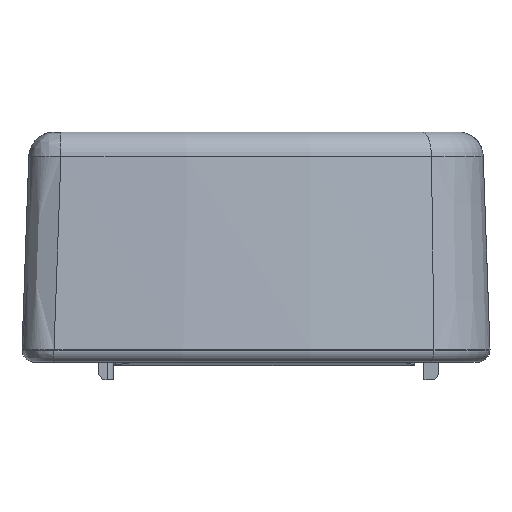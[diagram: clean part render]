
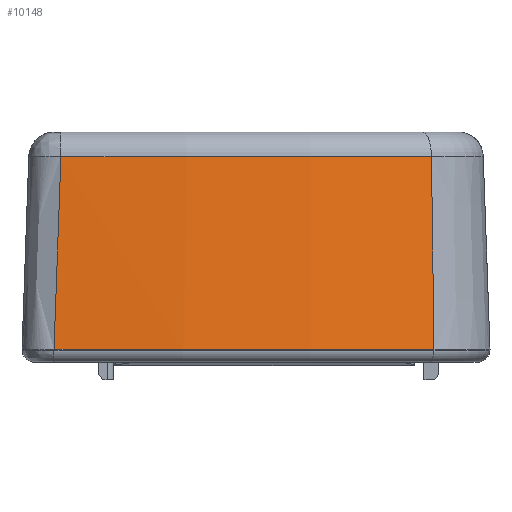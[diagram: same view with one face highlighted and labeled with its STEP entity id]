
A CAD part, left-side view. The second image highlights one B-rep face of the part: STEP entity #10148.
In plain terms, the highlighted conical face has half-angle 2 degrees and reference radius 81.958 mm.
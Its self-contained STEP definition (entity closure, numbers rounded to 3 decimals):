
#9400=CARTESIAN_POINT('',(-33.159,-12.995,-0.7));
#9401=VERTEX_POINT('',#9400);
#9764=CARTESIAN_POINT('',(-32.667,-12.798,14.47));
#9765=VERTEX_POINT('',#9764);
#9790=CARTESIAN_POINT('',(-38.463,16.339,14.47));
#9791=VERTEX_POINT('',#9790);
#9799=CARTESIAN_POINT('',(43.0,17.4,14.47));
#9800=DIRECTION('',(0.0,0.0,1.));
#9801=DIRECTION('',(-0.981,-0.196,0.0));
#9802=AXIS2_PLACEMENT_3D('',#9799,#9800,#9801);
#9803=CIRCLE('',#9802,81.47);
#9804=EDGE_CURVE('',#9791,#9765,#9803,.T.);
#10107=CARTESIAN_POINT('',(-38.998,16.886,-0.7));
#10108=VERTEX_POINT('',#10107);
#10116=CARTESIAN_POINT('',(-38.998,16.886,-0.7));
#10117=CARTESIAN_POINT('',(-38.821,16.704,4.357));
#10118=CARTESIAN_POINT('',(-38.642,16.521,9.413));
#10119=CARTESIAN_POINT('',(-38.463,16.339,14.47));
#10120=B_SPLINE_CURVE_WITH_KNOTS('',3,(#10116,#10117,#10118,#10119),.UNSPECIFIED.,.F.,.U.,(4,4),(-1.962,-0.444),.UNSPECIFIED.);
#10121=EDGE_CURVE('',#10108,#9791,#10120,.T.);
#10126=CARTESIAN_POINT('',(43.0,17.4,0.5));
#10127=DIRECTION('',(0.0,0.0,-1.0));
#10128=DIRECTION('',(-1.0,0.0,0.0));
#10129=AXIS2_PLACEMENT_3D('',#10126,#10127,#10128);
#10130=CONICAL_SURFACE('',#10129,81.958,2.);
#10131=ORIENTED_EDGE('',*,*,#9804,.F.);
#10132=ORIENTED_EDGE('',*,*,#10121,.F.);
#10133=CARTESIAN_POINT('',(43.0,17.4,-0.7));
#10134=DIRECTION('',(0.0,0.0,1.0));
#10135=DIRECTION('',(-1.0,0.0,0.0));
#10136=AXIS2_PLACEMENT_3D('',#10133,#10134,#10135);
#10137=CIRCLE('',#10136,82.0);
#10138=EDGE_CURVE('',#10108,#9401,#10137,.T.);
#10139=ORIENTED_EDGE('',*,*,#10138,.T.);
#10140=CARTESIAN_POINT('',(-33.159,-12.995,-0.7));
#10141=DIRECTION('',(0.032,0.013,0.999));
#10142=VECTOR('',#10141,15.179);
#10143=LINE('',#10140,#10142);
#10144=EDGE_CURVE('',#9401,#9765,#10143,.T.);
#10145=ORIENTED_EDGE('',*,*,#10144,.T.);
#10146=EDGE_LOOP('',(#10131,#10132,#10139,#10145));
#10147=FACE_OUTER_BOUND('',#10146,.T.);
#10148=ADVANCED_FACE('',(#10147),#10130,.T.);
